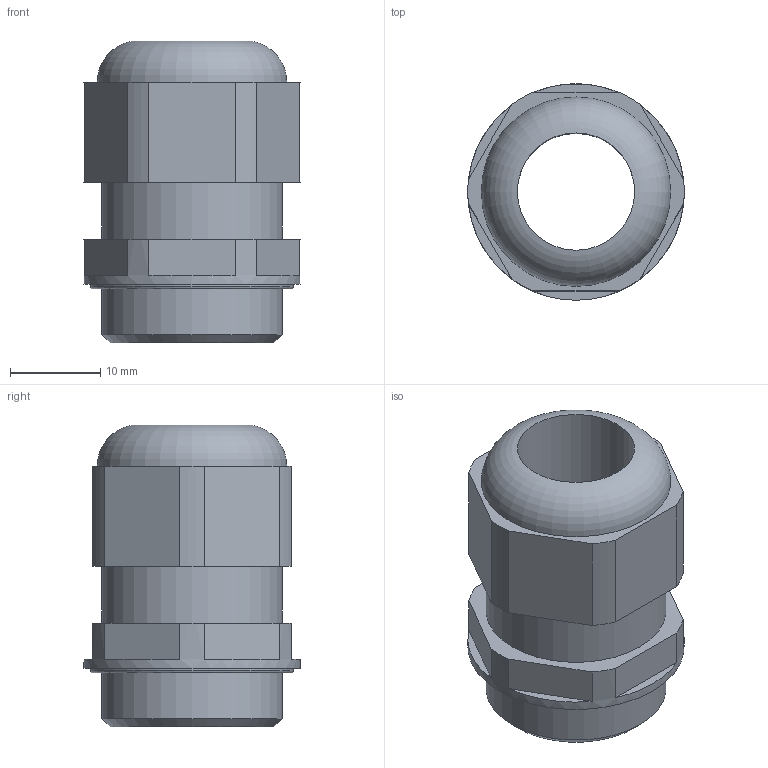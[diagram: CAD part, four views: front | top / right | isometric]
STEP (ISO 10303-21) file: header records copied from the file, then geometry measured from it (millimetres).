
FILE_DESCRIPTION(/* description */ ('STEP AP214'),/* implementation_level */ '2;1');
FILE_NAME(/* name */ '568279_NETC-M-M20-KA',/* time_stamp */ '2024-09-12T22:29:54+02:00',/* author */ ('License CC BY-ND 4.0'),/* organization */ ('CADENAS'),/* preprocessor_version */ 'ST-DEVELOPER v19.3',/* originating_system */ 'PARTsolutions',/* authorisation */ ' ');
FILE_SCHEMA (('AUTOMOTIVE_DESIGN {1 0 10303 214 3 1 1}'));
Length unit declared in the file: millimetre
Products named in the file (1): 568279 NETC-M-M20-KA
Bounding box: 24 x 24 x 33.46 mm (x, y, z)
Volume: 7584.1 mm3; surface area: 4384.4 mm2
Topology: 1 solids, 1 shells, 39 faces, 98 edges, 65 vertices
Faces by surface type: plane 24, cylinder 12, torus 2, cone 1
Full cylindrical faces by diameter (mm): 13 x1, 20 x2, 21.7 x1, 22.5 x1, 24 x1
Entity records: 1134 total; most frequent: DIRECTION 202, CARTESIAN_POINT 186, ORIENTED_EDGE 170, EDGE_CURVE 85, AXIS2_PLACEMENT_3D 77, VERTEX_POINT 61, EDGE_LOOP 54, FACE_BOUND 54
